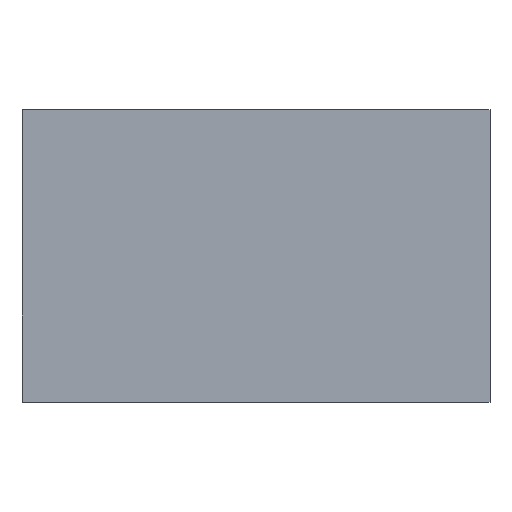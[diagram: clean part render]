
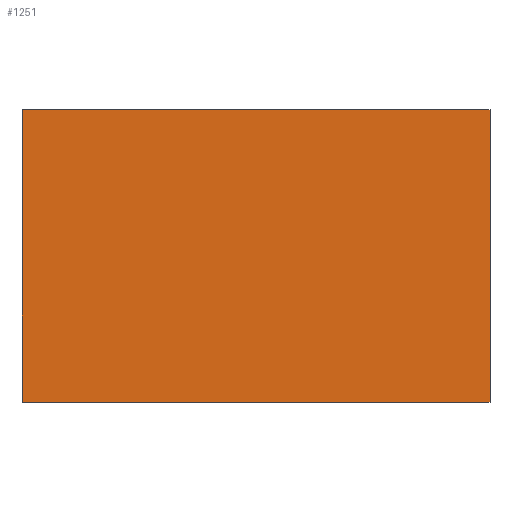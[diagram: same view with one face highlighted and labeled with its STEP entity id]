
A CAD part, top view. The second image highlights one B-rep face of the part: STEP entity #1251.
In plain terms, the highlighted planar face has unit normal (0, 0, 1).
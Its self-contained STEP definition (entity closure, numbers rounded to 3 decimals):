
#110=LINE('',#2504,#205);
#112=LINE('',#2508,#207);
#114=LINE('',#2512,#209);
#116=LINE('',#2515,#211);
#205=VECTOR('',#1425,10.);
#207=VECTOR('',#1429,10.);
#209=VECTOR('',#1433,10.);
#211=VECTOR('',#1437,10.);
#327=FACE_OUTER_BOUND('',#400,.T.);
#400=EDGE_LOOP('',(#1149,#1150,#1151,#1152));
#608=VERTEX_POINT('',#2501);
#609=VERTEX_POINT('',#2503);
#610=VERTEX_POINT('',#2507);
#611=VERTEX_POINT('',#2511);
#788=EDGE_CURVE('',#608,#609,#110,.T.);
#790=EDGE_CURVE('',#609,#610,#112,.T.);
#792=EDGE_CURVE('',#610,#611,#114,.T.);
#794=EDGE_CURVE('',#611,#608,#116,.T.);
#1149=ORIENTED_EDGE('',*,*,#788,.F.);
#1150=ORIENTED_EDGE('',*,*,#794,.F.);
#1151=ORIENTED_EDGE('',*,*,#792,.F.);
#1152=ORIENTED_EDGE('',*,*,#790,.F.);
#1183=PLANE('',#1295);
#1251=ADVANCED_FACE('',(#327),#1183,.T.);
#1295=AXIS2_PLACEMENT_3D('',#2516,#1438,#1439);
#1425=DIRECTION('',(0.,-1.,0.));
#1429=DIRECTION('',(-1.,0.,0.));
#1433=DIRECTION('',(0.,1.,0.));
#1437=DIRECTION('',(1.,0.,0.));
#1438=DIRECTION('center_axis',(0.,0.,1.));
#1439=DIRECTION('ref_axis',(1.,0.,0.));
#2501=CARTESIAN_POINT('',(1.,0.625,0.5));
#2503=CARTESIAN_POINT('',(1.,-0.625,0.5));
#2504=CARTESIAN_POINT('',(1.,0.625,0.5));
#2507=CARTESIAN_POINT('',(-1.,-0.625,0.5));
#2508=CARTESIAN_POINT('',(1.,-0.625,0.5));
#2511=CARTESIAN_POINT('',(-1.,0.625,0.5));
#2512=CARTESIAN_POINT('',(-1.,-0.625,0.5));
#2515=CARTESIAN_POINT('',(-1.,0.625,0.5));
#2516=CARTESIAN_POINT('Origin',(0.,0.,0.5));
